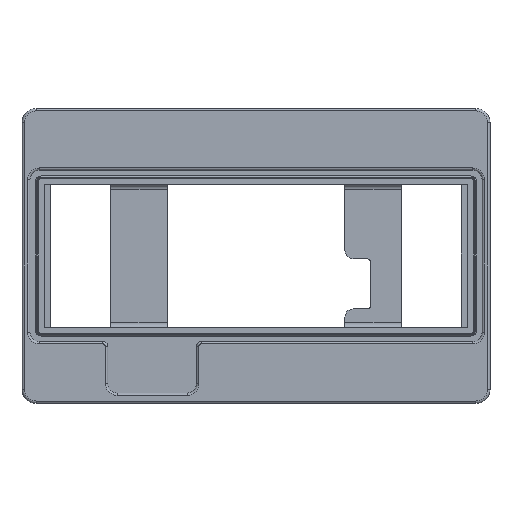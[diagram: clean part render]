
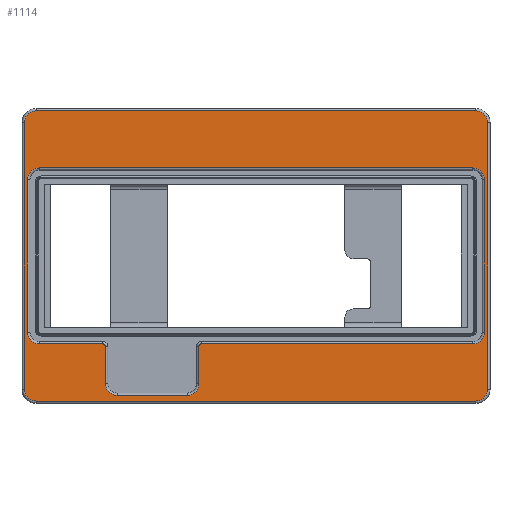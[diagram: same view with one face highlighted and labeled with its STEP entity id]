
A CAD part, top view. The second image highlights one B-rep face of the part: STEP entity #1114.
In plain terms, the highlighted planar face has unit normal (0, 0, 1).
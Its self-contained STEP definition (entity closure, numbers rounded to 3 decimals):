
#1114=ADVANCED_FACE('NONE',(#3042,#3043),#3044,.T.);
#3042=FACE_OUTER_BOUND('',#5761,.T.);
#3043=FACE_BOUND('',#5762,.T.);
#3044=PLANE('',#5763);
#5761=EDGE_LOOP('',(#9800,#9801,#9802,#9803,#9804,#9805,#9806,#9807));
#5762=EDGE_LOOP('',(#9808,#9809,#9810,#9811,#9812,#9813,#9814,#9815,#9816,#9817,#9818,#9819,#9820,#9821,#9822,#9823));
#5763=AXIS2_PLACEMENT_3D('',#9824,#9825,#9826);
#9800=ORIENTED_EDGE('',*,*,#17524,.T.);
#9801=ORIENTED_EDGE('',*,*,#17525,.T.);
#9802=ORIENTED_EDGE('',*,*,#17526,.T.);
#9803=ORIENTED_EDGE('',*,*,#17527,.T.);
#9804=ORIENTED_EDGE('',*,*,#17528,.T.);
#9805=ORIENTED_EDGE('',*,*,#17529,.T.);
#9806=ORIENTED_EDGE('',*,*,#17530,.T.);
#9807=ORIENTED_EDGE('',*,*,#17531,.T.);
#9808=ORIENTED_EDGE('',*,*,#17532,.T.);
#9809=ORIENTED_EDGE('',*,*,#17533,.T.);
#9810=ORIENTED_EDGE('',*,*,#17534,.T.);
#9811=ORIENTED_EDGE('',*,*,#17535,.T.);
#9812=ORIENTED_EDGE('',*,*,#17536,.T.);
#9813=ORIENTED_EDGE('',*,*,#17537,.T.);
#9814=ORIENTED_EDGE('',*,*,#17538,.T.);
#9815=ORIENTED_EDGE('',*,*,#17539,.T.);
#9816=ORIENTED_EDGE('',*,*,#17540,.T.);
#9817=ORIENTED_EDGE('',*,*,#17541,.T.);
#9818=ORIENTED_EDGE('',*,*,#17542,.T.);
#9819=ORIENTED_EDGE('',*,*,#17543,.T.);
#9820=ORIENTED_EDGE('',*,*,#17544,.T.);
#9821=ORIENTED_EDGE('',*,*,#17545,.T.);
#9822=ORIENTED_EDGE('',*,*,#17546,.T.);
#9823=ORIENTED_EDGE('',*,*,#17547,.T.);
#9824=CARTESIAN_POINT('',(100.,0.,37.0));
#9825=DIRECTION('',(0.0,0.0,1.0));
#9826=DIRECTION('',(1.0,0.0,0.0));
#17524=EDGE_CURVE('NONE',#21648,#21649,#21650,.T.);
#17525=EDGE_CURVE('NONE',#21649,#21651,#21652,.T.);
#17526=EDGE_CURVE('NONE',#21651,#21653,#21654,.T.);
#17527=EDGE_CURVE('NONE',#21653,#21655,#21656,.T.);
#17528=EDGE_CURVE('NONE',#21655,#21657,#21658,.T.);
#17529=EDGE_CURVE('NONE',#21657,#21659,#21660,.T.);
#17530=EDGE_CURVE('NONE',#21659,#21661,#21662,.T.);
#17531=EDGE_CURVE('NONE',#21661,#21648,#21663,.T.);
#17532=EDGE_CURVE('NONE',#21664,#21665,#21666,.T.);
#17533=EDGE_CURVE('NONE',#21665,#21667,#21668,.T.);
#17534=EDGE_CURVE('NONE',#21667,#21669,#21670,.T.);
#17535=EDGE_CURVE('NONE',#21669,#21671,#21672,.T.);
#17536=EDGE_CURVE('NONE',#21671,#21673,#21674,.T.);
#17537=EDGE_CURVE('NONE',#21673,#21675,#21676,.T.);
#17538=EDGE_CURVE('NONE',#21675,#21677,#21678,.T.);
#17539=EDGE_CURVE('NONE',#21677,#21679,#21680,.T.);
#17540=EDGE_CURVE('NONE',#21679,#21681,#21682,.T.);
#17541=EDGE_CURVE('NONE',#21681,#21683,#21684,.T.);
#17542=EDGE_CURVE('NONE',#21683,#21685,#21686,.T.);
#17543=EDGE_CURVE('NONE',#21685,#21687,#21688,.T.);
#17544=EDGE_CURVE('NONE',#21687,#21689,#21690,.T.);
#17545=EDGE_CURVE('NONE',#21689,#21691,#21692,.T.);
#17546=EDGE_CURVE('NONE',#21691,#21693,#21694,.T.);
#17547=EDGE_CURVE('NONE',#21693,#21664,#21695,.T.);
#21648=VERTEX_POINT('NONE',#27457);
#21649=VERTEX_POINT('NONE',#27458);
#21650=LINE('',#27459,#27460);
#21651=VERTEX_POINT('NONE',#27461);
#21652=CIRCLE('',#27462,2.5);
#21653=VERTEX_POINT('NONE',#27463);
#21654=LINE('',#27464,#27465);
#21655=VERTEX_POINT('NONE',#27466);
#21656=CIRCLE('',#27467,2.5);
#21657=VERTEX_POINT('NONE',#27468);
#21658=LINE('',#27469,#27470);
#21659=VERTEX_POINT('NONE',#27471);
#21660=CIRCLE('',#27472,2.5);
#21661=VERTEX_POINT('NONE',#27473);
#21662=LINE('',#27474,#27475);
#21663=CIRCLE('',#27476,2.5);
#21664=VERTEX_POINT('NONE',#27477);
#21665=VERTEX_POINT('NONE',#27478);
#21666=LINE('',#27479,#27480);
#21667=VERTEX_POINT('NONE',#27481);
#21668=CIRCLE('',#27482,2.5);
#21669=VERTEX_POINT('NONE',#27483);
#21670=LINE('',#27484,#27485);
#21671=VERTEX_POINT('NONE',#27486);
#21672=CIRCLE('',#27487,2.5);
#21673=VERTEX_POINT('NONE',#27488);
#21674=LINE('',#27489,#27490);
#21675=VERTEX_POINT('NONE',#27491);
#21676=CIRCLE('',#27492,0.5);
#21677=VERTEX_POINT('NONE',#27493);
#21678=LINE('',#27494,#27495);
#21679=VERTEX_POINT('NONE',#27496);
#21680=CIRCLE('',#27497,2.5);
#21681=VERTEX_POINT('NONE',#27498);
#21682=LINE('',#27499,#27500);
#21683=VERTEX_POINT('NONE',#27501);
#21684=CIRCLE('',#27502,2.5);
#21685=VERTEX_POINT('NONE',#27503);
#21686=LINE('',#27504,#27505);
#21687=VERTEX_POINT('NONE',#27506);
#21688=CIRCLE('',#27507,0.5);
#21689=VERTEX_POINT('NONE',#27508);
#21690=LINE('',#27509,#27510);
#21691=VERTEX_POINT('NONE',#27511);
#21692=CIRCLE('',#27512,2.5);
#21693=VERTEX_POINT('NONE',#27513);
#21694=LINE('',#27514,#27515);
#21695=CIRCLE('',#27516,2.5);
#27457=CARTESIAN_POINT('',(3.,0.5,37.0));
#27458=CARTESIAN_POINT('',(97.,0.5,37.0));
#27459=CARTESIAN_POINT('',(100.,0.5,37.0));
#27460=VECTOR('',#32681,1000.0);
#27461=CARTESIAN_POINT('',(99.5,3.,37.0));
#27462=AXIS2_PLACEMENT_3D('',#32682,#32683,#32684);
#27463=CARTESIAN_POINT('',(99.5,60.,37.0));
#27464=CARTESIAN_POINT('',(99.5,0.,37.0));
#27465=VECTOR('',#32685,1000.0);
#27466=CARTESIAN_POINT('',(97.,62.5,37.0));
#27467=AXIS2_PLACEMENT_3D('',#32686,#32687,#32688);
#27468=CARTESIAN_POINT('',(3.,62.5,37.0));
#27469=CARTESIAN_POINT('',(100.,62.5,37.0));
#27470=VECTOR('',#32689,1000.0);
#27471=CARTESIAN_POINT('',(0.5,60.,37.0));
#27472=AXIS2_PLACEMENT_3D('',#32690,#32691,#32692);
#27473=CARTESIAN_POINT('',(0.5,3.,37.0));
#27474=CARTESIAN_POINT('',(0.5,0.,37.0));
#27475=VECTOR('',#32693,1000.0);
#27476=AXIS2_PLACEMENT_3D('',#32694,#32695,#32696);
#27477=CARTESIAN_POINT('',(3.7,50.3,37.0));
#27478=CARTESIAN_POINT('',(96.3,50.3,37.0));
#27479=CARTESIAN_POINT('',(96.3,50.3,37.0));
#27480=VECTOR('',#32697,1000.0);
#27481=CARTESIAN_POINT('',(98.8,47.8,37.0));
#27482=AXIS2_PLACEMENT_3D('',#32698,#32699,#32700);
#27483=CARTESIAN_POINT('',(98.8,15.2,37.0));
#27484=CARTESIAN_POINT('',(98.8,15.2,37.0));
#27485=VECTOR('',#32701,1000.0);
#27486=CARTESIAN_POINT('',(96.3,12.7,37.0));
#27487=AXIS2_PLACEMENT_3D('',#32702,#32703,#32704);
#27488=CARTESIAN_POINT('',(38.3,12.7,37.0));
#27489=CARTESIAN_POINT('',(38.3,12.7,37.0));
#27490=VECTOR('',#32705,1000.0);
#27491=CARTESIAN_POINT('',(37.8,12.2,37.0));
#27492=AXIS2_PLACEMENT_3D('',#32706,#32707,#32708);
#27493=CARTESIAN_POINT('',(37.8,4.2,37.0));
#27494=CARTESIAN_POINT('',(37.8,4.2,37.0));
#27495=VECTOR('',#32709,1000.0);
#27496=CARTESIAN_POINT('',(35.3,1.7,37.0));
#27497=AXIS2_PLACEMENT_3D('',#32710,#32711,#32712);
#27498=CARTESIAN_POINT('',(20.3,1.7,37.0));
#27499=CARTESIAN_POINT('',(20.3,1.7,37.0));
#27500=VECTOR('',#32713,1000.0);
#27501=CARTESIAN_POINT('',(17.8,4.2,37.0));
#27502=AXIS2_PLACEMENT_3D('',#32714,#32715,#32716);
#27503=CARTESIAN_POINT('',(17.8,12.2,37.0));
#27504=CARTESIAN_POINT('',(17.8,12.2,37.0));
#27505=VECTOR('',#32717,1000.0);
#27506=CARTESIAN_POINT('',(17.3,12.7,37.0));
#27507=AXIS2_PLACEMENT_3D('',#32718,#32719,#32720);
#27508=CARTESIAN_POINT('',(3.7,12.7,37.0));
#27509=CARTESIAN_POINT('',(3.7,12.7,37.0));
#27510=VECTOR('',#32721,1000.0);
#27511=CARTESIAN_POINT('',(1.2,15.2,37.0));
#27512=AXIS2_PLACEMENT_3D('',#32722,#32723,#32724);
#27513=CARTESIAN_POINT('',(1.2,47.8,37.0));
#27514=CARTESIAN_POINT('',(1.2,47.8,37.0));
#27515=VECTOR('',#32725,1000.0);
#27516=AXIS2_PLACEMENT_3D('',#32726,#32727,#32728);
#32681=DIRECTION('',(1.0,0.,0.0));
#32682=CARTESIAN_POINT('',(97.,3.,37.0));
#32683=DIRECTION('',(0.0,0.0,1.0));
#32684=DIRECTION('',(1.0,0.0,0.0));
#32685=DIRECTION('',(0.,1.0,0.0));
#32686=CARTESIAN_POINT('',(97.,60.,37.0));
#32687=DIRECTION('',(0.0,0.0,1.0));
#32688=DIRECTION('',(1.0,0.0,0.0));
#32689=DIRECTION('',(-1.0,0.,0.0));
#32690=CARTESIAN_POINT('',(3.,60.,37.0));
#32691=DIRECTION('',(0.0,0.0,1.0));
#32692=DIRECTION('',(1.0,0.0,0.0));
#32693=DIRECTION('',(0.,-1.0,0.0));
#32694=CARTESIAN_POINT('',(3.,3.,37.0));
#32695=DIRECTION('',(0.0,0.0,1.0));
#32696=DIRECTION('',(1.0,0.0,0.0));
#32697=DIRECTION('',(1.0,0.0,0.0));
#32698=CARTESIAN_POINT('',(96.3,47.8,37.0));
#32699=DIRECTION('',(0.0,0.0,-1.0));
#32700=DIRECTION('',(1.0,0.0,0.0));
#32701=DIRECTION('',(0.,-1.0,0.0));
#32702=CARTESIAN_POINT('',(96.3,15.2,37.0));
#32703=DIRECTION('',(0.0,0.0,-1.0));
#32704=DIRECTION('',(1.0,0.0,0.0));
#32705=DIRECTION('',(-1.0,0.,-0.0));
#32706=CARTESIAN_POINT('',(38.3,12.2,37.0));
#32707=DIRECTION('',(0.0,0.0,1.0));
#32708=DIRECTION('',(1.0,0.0,0.0));
#32709=DIRECTION('',(0.,-1.0,0.0));
#32710=CARTESIAN_POINT('',(35.3,4.2,37.0));
#32711=DIRECTION('',(0.0,0.0,-1.0));
#32712=DIRECTION('',(1.0,0.0,0.0));
#32713=DIRECTION('',(-1.0,0.0,0.0));
#32714=CARTESIAN_POINT('',(20.3,4.2,37.0));
#32715=DIRECTION('',(0.0,0.0,-1.0));
#32716=DIRECTION('',(1.0,0.0,0.0));
#32717=DIRECTION('',(0.0,1.0,0.0));
#32718=CARTESIAN_POINT('',(17.3,12.2,37.0));
#32719=DIRECTION('',(0.0,0.0,1.0));
#32720=DIRECTION('',(1.0,0.0,0.0));
#32721=DIRECTION('',(-1.0,0.,0.0));
#32722=CARTESIAN_POINT('',(3.7,15.2,37.0));
#32723=DIRECTION('',(0.0,0.0,-1.0));
#32724=DIRECTION('',(1.0,0.0,0.0));
#32725=DIRECTION('',(0.0,1.0,0.0));
#32726=CARTESIAN_POINT('',(3.7,47.8,37.0));
#32727=DIRECTION('',(0.0,0.0,-1.0));
#32728=DIRECTION('',(1.0,0.0,0.0));
